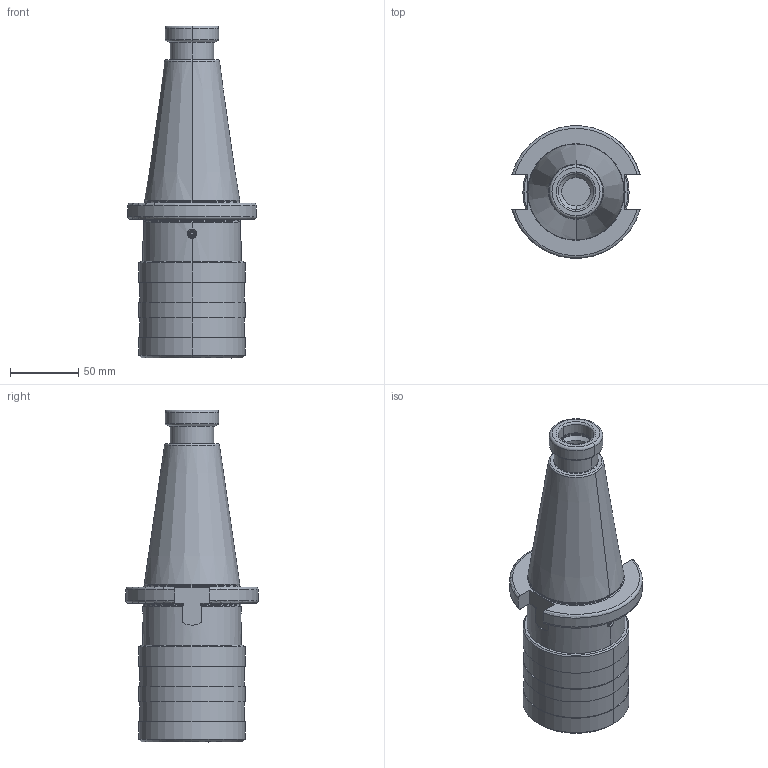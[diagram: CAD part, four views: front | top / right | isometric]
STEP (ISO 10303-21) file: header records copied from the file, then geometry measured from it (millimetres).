
FILE_DESCRIPTION((''),'2;1');
FILE_NAME('501_16_36','2020-09-14T',('103090'),(''),'CREO PARAMETRIC BY PTC INC, 2016260','CREO PARAMETRIC BY PTC INC, 2016260','');
FILE_SCHEMA(('CONFIG_CONTROL_DESIGN'));
Length unit declared in the file: millimetre
Products named in the file (1): 501_16_36
Bounding box: 94.05 x 97.13 x 243.8 mm (x, y, z)
Volume: 681505.7 mm3; surface area: 85960 mm2
Topology: 1 solids, 1 shells, 158 faces, 380 edges, 229 vertices
Faces by surface type: plane 48, cylinder 42, cone 34, torus 28, sphere 6
Entity records: 5150 total; most frequent: CARTESIAN_POINT 1434, DIRECTION 810, ORIENTED_EDGE 748, EDGE_CURVE 374, AXIS2_PLACEMENT_3D 337, VERTEX_POINT 229, CIRCLE 176, EDGE_LOOP 173
